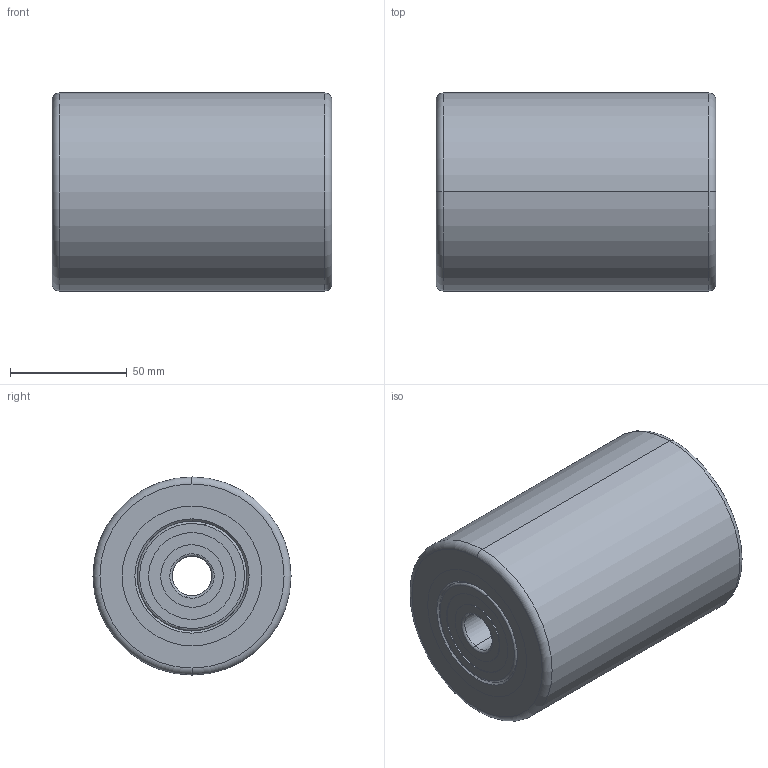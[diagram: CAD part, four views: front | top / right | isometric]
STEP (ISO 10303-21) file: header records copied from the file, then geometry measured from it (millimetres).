
FILE_DESCRIPTION (( 'STEP AP214' ), '1' );
FILE_NAME ('0012418_PUHS-085-120-K17.STEP', '2016-04-08T09:28:27', ( '' ), ( '' ), 'SwSTEP 2.0', 'SolidWorks 2016', '' );
FILE_SCHEMA (( 'AUTOMOTIVE_DESIGN' ));
Length unit declared in the file: millimetre
Products named in the file (2): 0012418_PUHS-085-120-K17
Bounding box: 120 x 85 x 85 mm (x, y, z)
Volume: 540698.7 mm3; surface area: 126929.9 mm2
Topology: 12 solids, 12 shells, 118 faces, 236 edges, 140 vertices
Faces by surface type: cylinder 52, torus 40, plane 22, cone 4
Entity records: 4598 total; most frequent: DIRECTION 656, CARTESIAN_POINT 496, ORIENTED_EDGE 472, AXIS2_PLACEMENT_3D 300, EDGE_CURVE 236, CIRCLE 180, VERTEX_POINT 140, EDGE_LOOP 140
